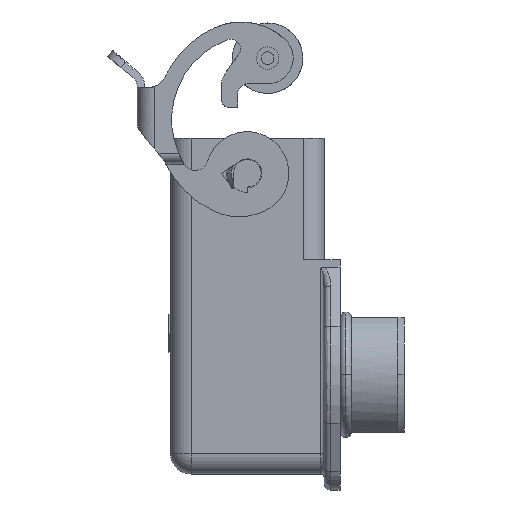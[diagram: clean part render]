
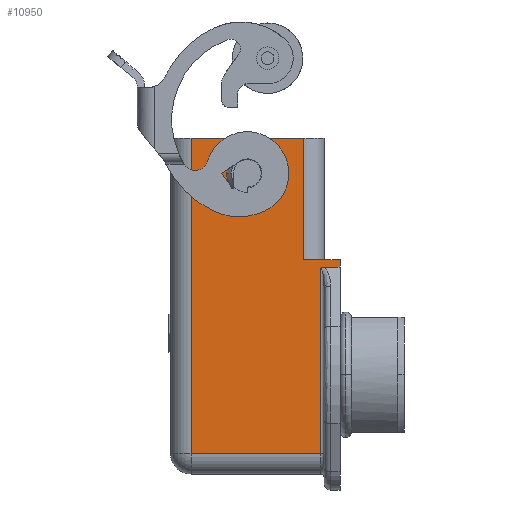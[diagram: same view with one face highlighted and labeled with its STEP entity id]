
A CAD part, left-side view. The second image highlights one B-rep face of the part: STEP entity #10950.
In plain terms, the highlighted planar face has unit normal (-1, 0, 0).
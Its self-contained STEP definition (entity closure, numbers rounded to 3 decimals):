
#1490=CARTESIAN_POINT('',(38.723,32.855,26.));
#1500=VERTEX_POINT('',#1490);
#1530=CARTESIAN_POINT('',(38.723,0.,26.));
#1540=DIRECTION('',(0.,1.,0.));
#1550=VECTOR('',#1540,1.);
#1560=LINE('',#1530,#1550);
#1570=CARTESIAN_POINT('',(38.723,50.455,26.));
#1580=VERTEX_POINT('',#1570);
#1590=EDGE_CURVE('',#1500,#1580,#1560,.T.);
#9610=CARTESIAN_POINT('',(38.723,50.355,-15.1));
#9620=DIRECTION('',(-1.,0.,0.));
#9630=DIRECTION('',(0.,-1.,0.));
#9640=AXIS2_PLACEMENT_3D('',#9610,#9620,#9630);
#9650=PLANE('',#9640);
#9660=CARTESIAN_POINT('',(38.723,41.655,20.5));
#9670=DIRECTION('',(1.,0.,0.));
#9680=DIRECTION('',(0.,-1.,0.));
#9690=AXIS2_PLACEMENT_3D('',#9660,#9670,#9680);
#9700=CIRCLE('',#9690,3.25);
#9710=CARTESIAN_POINT('',(38.723,38.405,20.5));
#9720=VERTEX_POINT('',#9710);
#9730=CARTESIAN_POINT('',(38.723,44.905,20.5));
#9740=VERTEX_POINT('',#9730);
#9750=EDGE_CURVE('',#9720,#9740,#9700,.T.);
#9760=ORIENTED_EDGE('',*,*,#9750,.T.);
#9770=EDGE_CURVE('',#9740,#9720,#9700,.T.);
#9780=ORIENTED_EDGE('',*,*,#9770,.T.);
#9790=EDGE_LOOP('',(#9780,#9760));
#9800=FACE_BOUND('',#9790,.T.);
#9810=CARTESIAN_POINT('',(38.723,0.,-23.3));
#9820=DIRECTION('',(0.,1.,0.));
#9830=VECTOR('',#9820,1.);
#9840=LINE('',#9810,#9830);
#9850=CARTESIAN_POINT('',(38.723,30.155,-23.3));
#9860=VERTEX_POINT('',#9850);
#9870=CARTESIAN_POINT('',(38.723,50.455,-23.3));
#9880=VERTEX_POINT('',#9870);
#9890=EDGE_CURVE('',#9860,#9880,#9840,.T.);
#9900=ORIENTED_EDGE('',*,*,#9890,.F.);
#9910=CARTESIAN_POINT('',(38.723,50.455,0.));
#9920=DIRECTION('',(0.,0.,-1.));
#9930=VECTOR('',#9920,1.);
#9940=LINE('',#9910,#9930);
#9950=EDGE_CURVE('',#1580,#9880,#9940,.T.);
#9960=ORIENTED_EDGE('',*,*,#9950,.T.);
#9970=ORIENTED_EDGE('',*,*,#1590,.T.);
#9980=CARTESIAN_POINT('',(38.723,32.855,0.));
#9990=DIRECTION('',(0.,0.,1.));
#10000=VECTOR('',#9990,1.);
#10010=LINE('',#9980,#10000);
#10020=CARTESIAN_POINT('',(38.723,32.855,7.));
#10030=VERTEX_POINT('',#10020);
#10040=EDGE_CURVE('',#10030,#1500,#10010,.T.);
#10050=ORIENTED_EDGE('',*,*,#10040,.T.);
#10060=CARTESIAN_POINT('',(38.723,0.,7.));
#10070=DIRECTION('',(0.,1.,0.));
#10080=VECTOR('',#10070,1.);
#10090=LINE('',#10060,#10080);
#10100=CARTESIAN_POINT('',(38.723,27.155,7.));
#10110=VERTEX_POINT('',#10100);
#10120=EDGE_CURVE('',#10110,#10030,#10090,.T.);
#10130=ORIENTED_EDGE('',*,*,#10120,.T.);
#10140=CARTESIAN_POINT('',(38.723,27.155,0.));
#10150=DIRECTION('',(0.,0.,1.));
#10160=VECTOR('',#10150,1.);
#10170=LINE('',#10140,#10160);
#10180=CARTESIAN_POINT('',(38.723,27.155,5.858));
#10190=VERTEX_POINT('',#10180);
#10200=EDGE_CURVE('',#10190,#10110,#10170,.T.);
#10210=ORIENTED_EDGE('',*,*,#10200,.T.);
#10220=CARTESIAN_POINT('',(38.723,0.,5.858));
#10230=DIRECTION('',(0.,1.,0.));
#10240=VECTOR('',#10230,1.);
#10250=LINE('',#10220,#10240);
#10260=CARTESIAN_POINT('',(38.723,29.634,5.858))
;
#10270=VERTEX_POINT('',#10260);
#10280=EDGE_CURVE('',#10190,#10270,#10250,.T.);
#10290=ORIENTED_EDGE('',*,*,#10280,.F.);
#10300=CARTESIAN_POINT('',(38.723,29.634,5.858))
;
#10310=CARTESIAN_POINT('',(38.723,29.658,5.858))
;
#10320=CARTESIAN_POINT('',(38.723,29.683,
5.857));
#10330=CARTESIAN_POINT('',(38.723,29.707,
5.855));
#10340=CARTESIAN_POINT('',(38.723,29.732,
5.853));
#10350=CARTESIAN_POINT('',(38.723,29.756,
5.85));
#10360=CARTESIAN_POINT('',(38.723,29.78,
5.846));
#10370=CARTESIAN_POINT('',(38.723,29.792,
5.844));
#10380=CARTESIAN_POINT('',(38.723,29.804,5.841))
;
#10390=CARTESIAN_POINT('',(38.723,29.816,5.839))
;
#10400=CARTESIAN_POINT('',(38.723,29.828,5.836))
;
#10410=CARTESIAN_POINT('',(38.723,29.84,
5.833));
#10420=CARTESIAN_POINT('',(38.723,29.852,
5.83));
#10430=CARTESIAN_POINT('',(38.723,29.876,
5.824));
#10440=CARTESIAN_POINT('',(38.723,29.899,
5.817));
#10450=CARTESIAN_POINT('',(38.723,29.922,
5.808));
#10460=CARTESIAN_POINT('',(38.723,29.933,
5.803));
#10470=CARTESIAN_POINT('',(38.723,29.945,5.799))
;
#10480=CARTESIAN_POINT('',(38.723,29.956,5.794))
;
#10490=CARTESIAN_POINT('',(38.723,29.967,5.789))
;
#10500=CARTESIAN_POINT('',(38.723,29.978,
5.783));
#10510=CARTESIAN_POINT('',(38.723,29.989,
5.778));
#10520=CARTESIAN_POINT('',(38.723,30.01,
5.766));
#10530=CARTESIAN_POINT('',(38.723,30.031,5.753))
;
#10540=CARTESIAN_POINT('',(38.723,30.051,5.739))
;
#10550=CARTESIAN_POINT('',(38.723,30.071,5.725))
;
#10560=CARTESIAN_POINT('',(38.723,30.09,
5.709));
#10570=CARTESIAN_POINT('',(38.723,30.108,
5.692));
#10580=CARTESIAN_POINT('',(38.723,30.117,
5.683));
#10590=CARTESIAN_POINT('',(38.723,30.125,
5.674));
#10600=CARTESIAN_POINT('',(38.723,30.133,
5.665));
#10610=CARTESIAN_POINT('',(38.723,30.137,
5.66));
#10620=CARTESIAN_POINT('',(38.723,30.141,5.655))
;
#10630=CARTESIAN_POINT('',(38.723,30.145,5.651))
;
#10640=CARTESIAN_POINT('',(38.723,30.146,5.648))
;
#10650=CARTESIAN_POINT('',(38.723,30.148,
5.646));
#10660=CARTESIAN_POINT('',(38.723,30.15,
5.643));
#10670=CARTESIAN_POINT('',(38.723,30.151,
5.642));
#10680=CARTESIAN_POINT('',(38.723,30.152,
5.641));
#10690=CARTESIAN_POINT('',(38.723,30.153,
5.64));
#10700=CARTESIAN_POINT('',(38.723,30.153,
5.639));
#10710=CARTESIAN_POINT('',(38.723,30.154,
5.638));
#10720=CARTESIAN_POINT('',(38.723,30.154,
5.638));
#10730=CARTESIAN_POINT('',(38.723,30.154,
5.637));
#10740=CARTESIAN_POINT('',(38.723,30.155,5.637))
;
#10750=CARTESIAN_POINT('',(38.723,30.155,5.637))
;
#10760=CARTESIAN_POINT('',(38.723,30.155,5.637))
;
#10770=CARTESIAN_POINT('',(38.723,30.155,
5.636));
#10780=CARTESIAN_POINT('',(38.723,30.155,
5.636));
#10790=CARTESIAN_POINT('',(38.723,30.155,
5.636));
#10800=CARTESIAN_POINT('',(38.723,30.155,
5.636));
#10810=CARTESIAN_POINT('',(38.723,30.155,
5.636));
#10820=B_SPLINE_CURVE_WITH_KNOTS('',3,(#10300,#10310,#10320,#10330,
#10340,#10350,#10360,#10370,#10380,#10390,#10400,#10410,#10420,#10430,
#10440,#10450,#10460,#10470,#10480,#10490,#10500,#10510,#10520,#10530,
#10540,#10550,#10560,#10570,#10580,#10590,#10600,#10610,#10620,#10630,
#10640,#10650,#10660,#10670,#10680,#10690,#10700,#10710,#10720,#10730,
#10740,#10750,#10760,#10770,#10780,#10790,#10800,#10810),.UNSPECIFIED.,
.F.,.F.,(4,3,3,3,3,3,3,3,3,3,3,3,3,3,3,3,3,4),(0.,0.074,
0.147,0.184,0.221,0.294,
0.331,0.368,0.441,0.515,
0.552,0.57,0.579,0.584,
0.586,0.587,0.588,0.588),
.UNSPECIFIED.);
#10830=CARTESIAN_POINT('',(38.723,30.155,5.636));
#10840=VERTEX_POINT('',#10830);
#10850=EDGE_CURVE('',#10270,#10840,#10820,.T.);
#10860=ORIENTED_EDGE('',*,*,#10850,.F.);
#10870=CARTESIAN_POINT('',(38.723,30.155,0.));
#10880=DIRECTION('',(0.,0.,-1.));
#10890=VECTOR('',#10880,1.);
#10900=LINE('',#10870,#10890);
#10910=EDGE_CURVE('',#10840,#9860,#10900,.T.);
#10920=ORIENTED_EDGE('',*,*,#10910,.F.);
#10930=EDGE_LOOP('',(#10920,#10860,#10290,#10210,#10130,#10050,#9970,
#9960,#9900));
#10940=FACE_OUTER_BOUND('',#10930,.T.);
#10950=ADVANCED_FACE('',(#9800,#10940),#9650,.T.);
